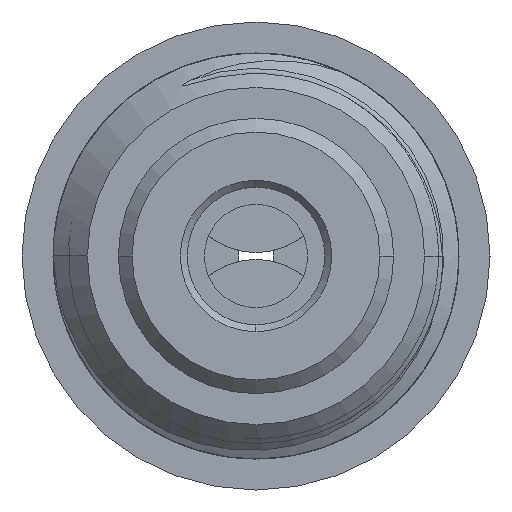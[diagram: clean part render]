
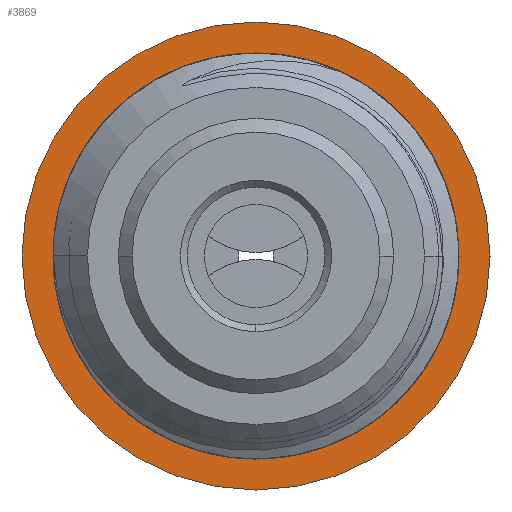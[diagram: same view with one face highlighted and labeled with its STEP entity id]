
A CAD part, left-side view. The second image highlights one B-rep face of the part: STEP entity #3869.
In plain terms, the highlighted planar face has unit normal (-1, 0, 0).
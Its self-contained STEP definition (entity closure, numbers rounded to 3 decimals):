
#72=CARTESIAN_POINT('',(-6.,0.,0.));
#73=DIRECTION('',(1.,0.,0.));
#74=DIRECTION('',(0.,1.,0.));
#75=AXIS2_PLACEMENT_3D('',#72,#73,#74);
#77=CARTESIAN_POINT('',(-6.,0.,0.));
#78=DIRECTION('',(-1.,0.,0.));
#79=DIRECTION('',(0.,1.,0.));
#80=AXIS2_PLACEMENT_3D('',#77,#78,#79);
#940=CARTESIAN_POINT('',(-6.,0.,0.));
#941=DIRECTION('',(-1.,0.,0.));
#942=DIRECTION('',(0.,1.,0.));
#943=AXIS2_PLACEMENT_3D('',#940,#941,#942);
#2187=CARTESIAN_POINT('',(-6.,0.,0.));
#2188=DIRECTION('',(1.,0.,0.));
#2189=DIRECTION('',(0.,1.,0.));
#2190=AXIS2_PLACEMENT_3D('',#2187,#2188,#2189);
#3610=CARTESIAN_POINT('',(-6.,3.4,0.));
#3612=VERTEX_POINT('',#3610);
#3618=CARTESIAN_POINT('',(-6.,-3.4,0.));
#3620=VERTEX_POINT('',#3618);
#3621=CARTESIAN_POINT('',(-6.,2.95,0.));
#3622=CARTESIAN_POINT('',(-6.,-2.95,0.));
#3623=VERTEX_POINT('',#3621);
#3624=VERTEX_POINT('',#3622);
#3854=CARTESIAN_POINT('',(-6.,0.,0.));
#3855=DIRECTION('',(1.,0.,0.));
#3856=DIRECTION('',(0.,-1.,0.));
#3857=AXIS2_PLACEMENT_3D('',#3854,#3855,#3856);
#3858=PLANE('',#3857);
#3859=ORIENTED_EDGE('',*,*,#3849,.T.);
#3860=ORIENTED_EDGE('',*,*,#3833,.F.);
#3861=EDGE_LOOP('',(#3859,#3860));
#3862=FACE_OUTER_BOUND('',#3861,.F.);
#3864=ORIENTED_EDGE('',*,*,#3863,.T.);
#3866=ORIENTED_EDGE('',*,*,#3865,.F.);
#3867=EDGE_LOOP('',(#3864,#3866));
#3868=FACE_BOUND('',#3867,.F.);
#76=CIRCLE('',#75,3.4);
#81=CIRCLE('',#80,3.4);
#944=CIRCLE('',#943,2.95);
#2191=CIRCLE('',#2190,2.95);
#3833=EDGE_CURVE('',#3612,#3620,#81,.T.);
#3849=EDGE_CURVE('',#3612,#3620,#76,.T.);
#3863=EDGE_CURVE('',#3623,#3624,#944,.T.);
#3865=EDGE_CURVE('',#3623,#3624,#2191,.T.);
#3869=ADVANCED_FACE('',(#3862,#3868),#3858,.F.);
